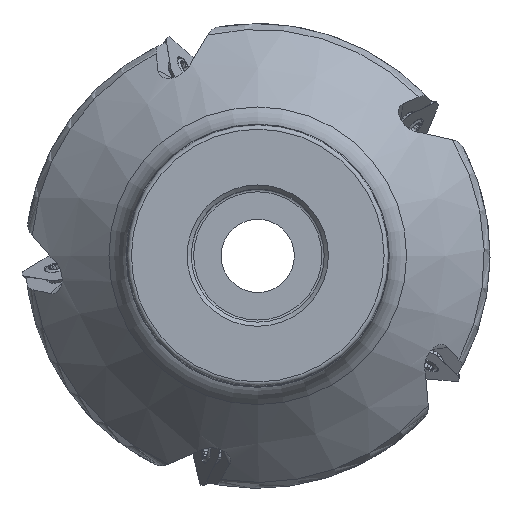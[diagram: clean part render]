
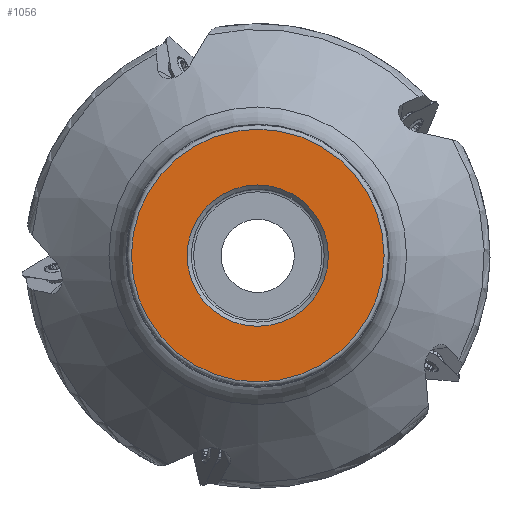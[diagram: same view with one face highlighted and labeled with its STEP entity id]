
A CAD part, top view. The second image highlights one B-rep face of the part: STEP entity #1056.
In plain terms, the highlighted planar face has unit normal (0, 0, 1).
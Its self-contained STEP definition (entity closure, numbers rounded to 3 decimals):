
#1056=ADVANCED_FACE('SU_1',(#2073,#2074),#1527,.F.);
#1527=PLANE('',#10621);
#1849=CIRCLE('',#10619,30.193);
#1850=CIRCLE('',#10620,16.881);
#2073=FACE_BOUND('',#2322,.T.);
#2074=FACE_BOUND('',#2323,.T.);
#2322=EDGE_LOOP('',(#4289));
#2323=EDGE_LOOP('',(#4290));
#4289=ORIENTED_EDGE('',*,*,#8201,.T.);
#4290=ORIENTED_EDGE('',*,*,#8202,.F.);
#7068=VERTEX_POINT('',#16734);
#7069=VERTEX_POINT('',#16736);
#8201=EDGE_CURVE('',#7068,#7068,#1849,.T.);
#8202=EDGE_CURVE('',#7069,#7069,#1850,.T.);
#10619=AXIS2_PLACEMENT_3D('',#16733,#12034,#12035);
#10620=AXIS2_PLACEMENT_3D('',#16735,#12036,#12037);
#10621=AXIS2_PLACEMENT_3D('',#16737,#12038,#12039);
#12034=DIRECTION('',(0.,0.,1.));
#12035=DIRECTION('',(1.,0.,0.));
#12036=DIRECTION('',(0.,0.,1.));
#12037=DIRECTION('',(1.,0.,0.));
#12038=DIRECTION('',(0.,0.,-1.));
#12039=DIRECTION('',(-1.,0.,0.));
#16733=CARTESIAN_POINT('',(0.,0.,0.));
#16734=CARTESIAN_POINT('',(30.193,0.,0.));
#16735=CARTESIAN_POINT('',(0.,0.,0.));
#16736=CARTESIAN_POINT('',(16.881,0.,0.));
#16737=CARTESIAN_POINT('',(-31.193,0.,0.));
